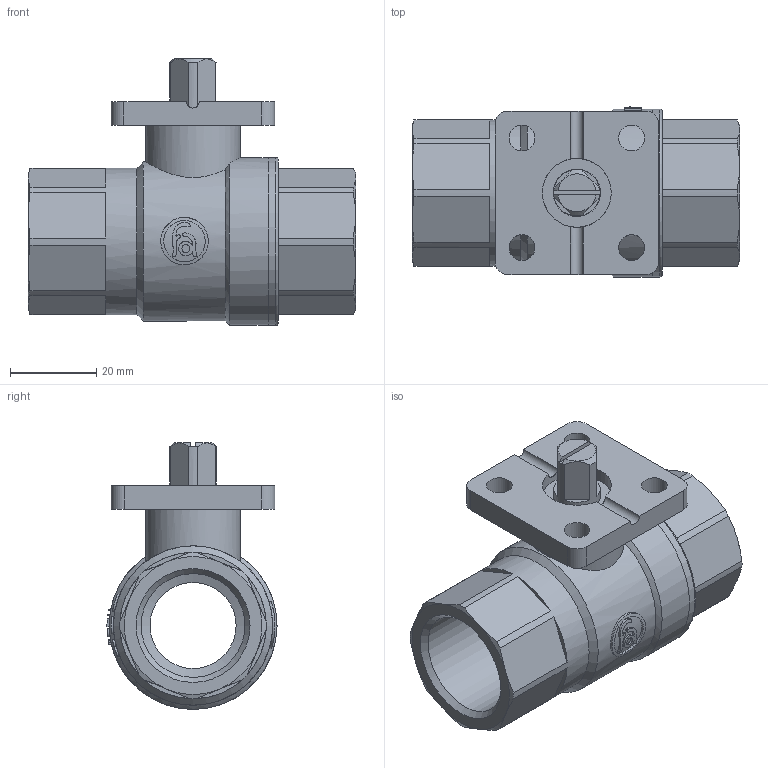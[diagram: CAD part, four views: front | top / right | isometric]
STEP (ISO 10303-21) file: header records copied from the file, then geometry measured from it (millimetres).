
FILE_DESCRIPTION(/* description */ ('Unknown'),/* implementation_level */ '2;1');
FILE_NAME(/* name */ '767-05',/* time_stamp */ '2023-06-07T12:16:34+02:00',/* author */ ('Unknown'),/* organization */ ('Unknown'),/* preprocessor_version */ 'ST-DEVELOPER v18.102',/* originating_system */ 'Solid Edge',/* authorisation */ 'Unknown');
FILE_SCHEMA (('AUTOMOTIVE_DESIGN {1 0 10303 214 3 1 1}'));
Length unit declared in the file: millimetre
Products named in the file (9): 2.110.020_(767-05); LA0160#12020; OR0072#V22; SE0164#020; RO0079#06; AT0042#24; OR0072#V21; LA0020#020; LA0161#020
Assembly tree (11 placements, depth 2):
  2.110.020_(767-05)
    LA0160#12020
    OR0072#V22  x2
    SE0164#020  x2
    RO0079#06
    AT0042#24
    OR0072#V21  x2
    LA0020#020
    LA0161#020
Bounding box: 76 x 39.5 x 62 mm (x, y, z)
Volume: 52441.3 mm3; surface area: 33142.3 mm2
Topology: 11 solids, 11 shells, 342 faces, 818 edges, 534 vertices
Faces by surface type: plane 168, cylinder 86, bspline 34, cone 32, torus 20, sphere 2
Full cylindrical faces by diameter (mm): 1.853 x1, 6 x4, 8.1 x2, 9.611 x1, 10.8 x1, 11 x4, 11.02 x1, 11.1 x1, 14.5 x2, 15.5 x1, 16 x1, 20 x5, 22 x1, 24.117 x2, 28 x3, 28.2 x1, 32.5 x1, 32.51 x1, 34 x2, 34.5 x1, 37 x1, 39 x2
Entity records: 13598 total; most frequent: CARTESIAN_POINT 4310, DIRECTION 1478, ORIENTED_EDGE 1384, EDGE_CURVE 692, AXIS2_PLACEMENT_3D 601, VERTEX_POINT 492, FACE_BOUND 468, EDGE_LOOP 466
